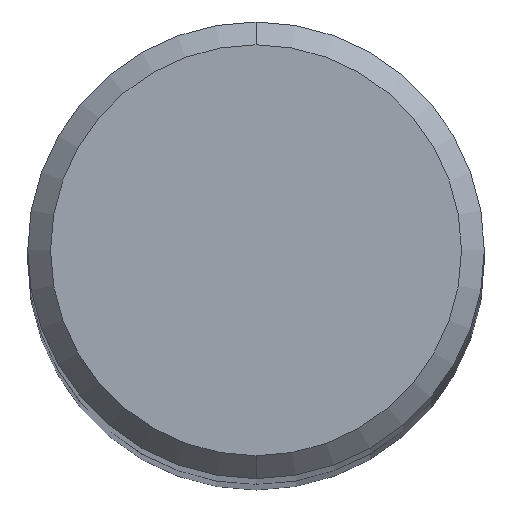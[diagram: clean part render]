
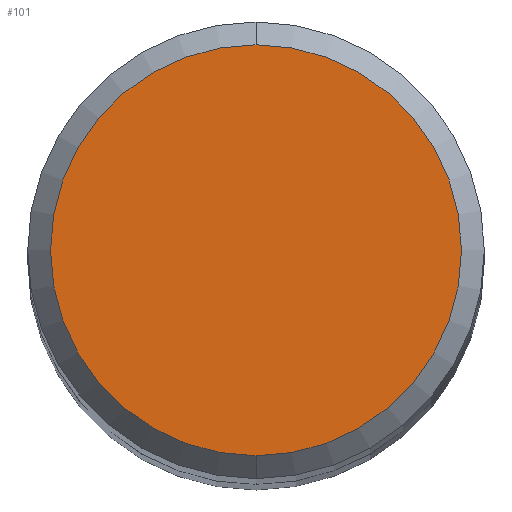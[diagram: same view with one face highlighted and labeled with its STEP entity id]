
A CAD part, top view. The second image highlights one B-rep face of the part: STEP entity #101.
In plain terms, the highlighted planar face has unit normal (0, 0, 1).
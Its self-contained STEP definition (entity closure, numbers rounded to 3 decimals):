
#101=ADVANCED_FACE('',(#222),#223,.T.);
#107=VERTEX_POINT('',#229);
#125=EDGE_CURVE('',#169,#107,#253,.T.);
#157=EDGE_CURVE('',#107,#169,#287,.T.);
#169=VERTEX_POINT('',#300);
#222=FACE_OUTER_BOUND('',#353,.T.);
#223=PLANE('',#354);
#229=CARTESIAN_POINT('',(0.0,3.6,0.0));
#253=CIRCLE('',#385,3.6);
#287=CIRCLE('',#433,3.6);
#300=CARTESIAN_POINT('',(0.,-3.6,0.0));
#353=EDGE_LOOP('',(#497,#498));
#354=AXIS2_PLACEMENT_3D('',#499,#500,#501);
#385=AXIS2_PLACEMENT_3D('',#550,#551,#552);
#433=AXIS2_PLACEMENT_3D('',#580,#581,#582);
#497=ORIENTED_EDGE('',*,*,#157,.F.);
#498=ORIENTED_EDGE('',*,*,#125,.F.);
#499=CARTESIAN_POINT('',(0.0,1.8,0.0));
#500=DIRECTION('',(-0.0,0.0,1.0));
#501=DIRECTION('',(0.0,-1.0,0.0));
#550=CARTESIAN_POINT('',(0.0,0.0,0.0));
#551=DIRECTION('',(0.0,0.0,-1.0));
#552=DIRECTION('',(0.0,1.0,0.0));
#580=CARTESIAN_POINT('',(0.0,0.0,0.0));
#581=DIRECTION('',(0.0,0.0,-1.0));
#582=DIRECTION('',(0.0,1.0,0.0));
